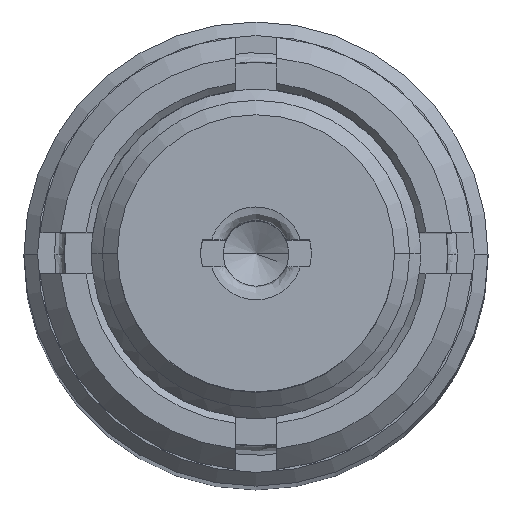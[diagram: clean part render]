
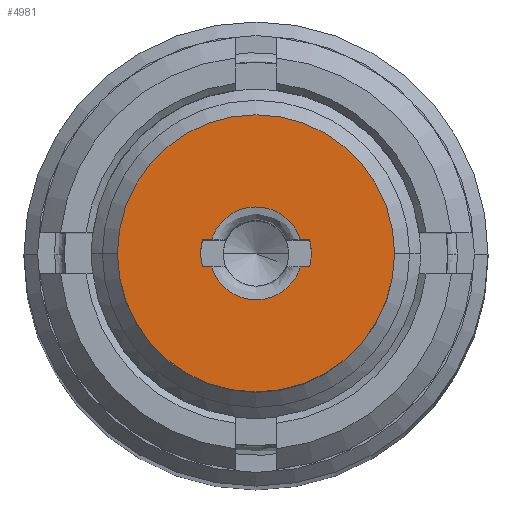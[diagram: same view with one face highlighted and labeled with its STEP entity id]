
A CAD part, top view. The second image highlights one B-rep face of the part: STEP entity #4981.
In plain terms, the highlighted planar face has unit normal (0, 0, 1).
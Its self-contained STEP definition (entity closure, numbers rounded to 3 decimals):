
#44 = CARTESIAN_POINT ( 'NONE',  ( 0., 0., -0.025 ) ) ;
#70 = FACE_BOUND ( 'NONE', #4864, .T. ) ;
#97 = EDGE_CURVE ( 'NONE', #5583, #937, #3163, .T. ) ;
#106 = VERTEX_POINT ( 'NONE', #987 ) ;
#184 = EDGE_CURVE ( 'NONE', #937, #5583, #6197, .T. ) ;
#231 = DIRECTION ( 'NONE',  ( -1., 0., 0. ) ) ;
#322 = CARTESIAN_POINT ( 'NONE',  ( 0., 0., -0.025 ) ) ;
#326 = DIRECTION ( 'NONE',  ( 0., 0., -1. ) ) ;
#340 = DIRECTION ( 'NONE',  ( 1., 0., 0. ) ) ;
#361 = CARTESIAN_POINT ( 'NONE',  ( 0.325, -0.1, -0.025 ) ) ;
#367 = DIRECTION ( 'NONE',  ( 0., 0., -1. ) ) ;
#394 = PLANE ( 'NONE',  #3229 ) ;
#589 = AXIS2_PLACEMENT_3D ( 'NONE', #624, #1210, #1648 ) ;
#624 = CARTESIAN_POINT ( 'NONE',  ( 0., 0., -0.025 ) ) ;
#632 = AXIS2_PLACEMENT_3D ( 'NONE', #44, #754, #1018 ) ;
#659 = CARTESIAN_POINT ( 'NONE',  ( -0.325, 0.1, -0.025 ) ) ;
#677 = CARTESIAN_POINT ( 'NONE',  ( 0., 0.24, -0.025 ) ) ;
#726 = ORIENTED_EDGE ( 'NONE', *, *, #4662, .T. ) ;
#754 = DIRECTION ( 'NONE',  ( 0., 0., -1. ) ) ;
#764 = DIRECTION ( 'NONE',  ( 1., 0., 0. ) ) ;
#770 = VERTEX_POINT ( 'NONE', #4152 ) ;
#784 = CARTESIAN_POINT ( 'NONE',  ( -0.405, 0.1, -0.025 ) ) ;
#887 =( BOUNDED_CURVE ( )  B_SPLINE_CURVE ( 3, ( #5117, #5389, #5346, #5217 ),
 .UNSPECIFIED., .F., .F. ) 
 B_SPLINE_CURVE_WITH_KNOTS ( ( 4, 4 ),
 ( 0., 1. ),
 .UNSPECIFIED. ) 
 CURVE ( )  GEOMETRIC_REPRESENTATION_ITEM ( )  RATIONAL_B_SPLINE_CURVE ( ( 1., 0.529, 0.529, 1. ) ) 
 REPRESENTATION_ITEM ( '' )  );
#892 = LINE ( 'NONE', #3553, #5611 ) ;
#893 = VECTOR ( 'NONE', #3557, 1000. ) ;
#899 = CIRCLE ( 'NONE', #6073, 0.405 ) ;
#937 = VERTEX_POINT ( 'NONE', #4533 ) ;
#987 = CARTESIAN_POINT ( 'NONE',  ( -0.392, 0.1, -0.025 ) ) ;
#1008 = EDGE_CURVE ( 'NONE', #4490, #5722, #887, .T. ) ;
#1018 = DIRECTION ( 'NONE',  ( 1., 0., 0. ) ) ;
#1130 = VERTEX_POINT ( 'NONE', #5727 ) ;
#1210 = DIRECTION ( 'NONE',  ( 0., 0., -1. ) ) ;
#1212 = DIRECTION ( 'NONE',  ( 1., 0., 0. ) ) ;
#1338 = ORIENTED_EDGE ( 'NONE', *, *, #2333, .T. ) ;
#1357 = VERTEX_POINT ( 'NONE', #4051 ) ;
#1386 = DIRECTION ( 'NONE',  ( 1., 0., 0. ) ) ;
#1565 = CARTESIAN_POINT ( 'NONE',  ( 0., -0.1, -0.025 ) ) ;
#1648 = DIRECTION ( 'NONE',  ( 1., 0., 0. ) ) ;
#1849 = DIRECTION ( 'NONE',  ( 1., 0., 0. ) ) ;
#1992 = CARTESIAN_POINT ( 'NONE',  ( 0.325, -0.1, -0.025 ) ) ;
#2093 = DIRECTION ( 'NONE',  ( 0., 0., -1. ) ) ;
#2202 = VERTEX_POINT ( 'NONE', #361 ) ;
#2235 = CARTESIAN_POINT ( 'NONE',  ( 0., 0., -0.025 ) ) ;
#2333 = EDGE_CURVE ( 'NONE', #1130, #1357, #899, .T. ) ;
#2436 = CARTESIAN_POINT ( 'NONE',  ( 0.325, 0.1, -0.025 ) ) ;
#2485 = VECTOR ( 'NONE', #764, 1000. ) ;
#2500 = ORIENTED_EDGE ( 'NONE', *, *, #4431, .T. ) ;
#2587 = CIRCLE ( 'NONE', #589, 0.405 ) ;
#2625 = ORIENTED_EDGE ( 'NONE', *, *, #5533, .T. ) ;
#2785 = EDGE_CURVE ( 'NONE', #4381, #2202, #5325, .T. ) ;
#2802 = ORIENTED_EDGE ( 'NONE', *, *, #2785, .F. ) ;
#2949 = CARTESIAN_POINT ( 'NONE',  ( 1.015, 0., -0.025 ) ) ;
#3094 = VECTOR ( 'NONE', #1386, 1000. ) ;
#3142 = AXIS2_PLACEMENT_3D ( 'NONE', #322, #326, #340 ) ;
#3163 = CIRCLE ( 'NONE', #4220, 1.015 ) ;
#3229 = AXIS2_PLACEMENT_3D ( 'NONE', #677, #367, #231 ) ;
#3232 = DIRECTION ( 'NONE',  ( 0., 0., -1. ) ) ;
#3283 = CARTESIAN_POINT ( 'NONE',  ( 0., 0., -0.025 ) ) ;
#3291 = CARTESIAN_POINT ( 'NONE',  ( -0.405, 0.1, -0.025 ) ) ;
#3530 = LINE ( 'NONE', #784, #2485 ) ;
#3553 = CARTESIAN_POINT ( 'NONE',  ( -0.405, -0.1, -0.025 ) ) ;
#3557 = DIRECTION ( 'NONE',  ( 1., 0., 0. ) ) ;
#3947 = DIRECTION ( 'NONE',  ( -1., 0., 0. ) ) ;
#3965 = EDGE_CURVE ( 'NONE', #2202, #1357, #4055, .T. ) ;
#4051 = CARTESIAN_POINT ( 'NONE',  ( 0.392, -0.1, -0.025 ) ) ;
#4055 = LINE ( 'NONE', #1565, #3094 ) ;
#4142 = LINE ( 'NONE', #3291, #893 ) ;
#4152 = CARTESIAN_POINT ( 'NONE',  ( -0.392, -0.1, -0.025 ) ) ;
#4220 = AXIS2_PLACEMENT_3D ( 'NONE', #2235, #2093, #1849 ) ;
#4351 = VERTEX_POINT ( 'NONE', #5200 ) ;
#4377 = FACE_OUTER_BOUND ( 'NONE', #5513, .T. ) ;
#4381 = VERTEX_POINT ( 'NONE', #5555 ) ;
#4431 = EDGE_CURVE ( 'NONE', #4351, #1130, #5498, .T. ) ;
#4490 = VERTEX_POINT ( 'NONE', #2436 ) ;
#4533 = CARTESIAN_POINT ( 'NONE',  ( -1.015, 0., -0.025 ) ) ;
#4662 = EDGE_CURVE ( 'NONE', #4381, #770, #892, .T. ) ;
#4769 = ORIENTED_EDGE ( 'NONE', *, *, #1008, .F. ) ;
#4846 = ORIENTED_EDGE ( 'NONE', *, *, #5232, .T. ) ;
#4864 = EDGE_LOOP ( 'NONE', ( #2802, #726, #5295, #4846, #4769, #2625, #2500, #1338, #6230 ) ) ;
#4981 = ADVANCED_FACE ( 'NONE', ( #4377, #70 ), #394, .F. ) ;
#5018 = ORIENTED_EDGE ( 'NONE', *, *, #184, .F. ) ;
#5052 = CARTESIAN_POINT ( 'NONE',  ( -0.325, -0.1, -0.025 ) ) ;
#5117 = CARTESIAN_POINT ( 'NONE',  ( 0.325, 0.1, -0.025 ) ) ;
#5158 = ORIENTED_EDGE ( 'NONE', *, *, #97, .F. ) ;
#5200 = CARTESIAN_POINT ( 'NONE',  ( 0.392, 0.1, -0.025 ) ) ;
#5217 = CARTESIAN_POINT ( 'NONE',  ( -0.325, 0.1, -0.025 ) ) ;
#5232 = EDGE_CURVE ( 'NONE', #106, #5722, #3530, .T. ) ;
#5295 = ORIENTED_EDGE ( 'NONE', *, *, #6058, .T. ) ;
#5325 =( BOUNDED_CURVE ( )  B_SPLINE_CURVE ( 3, ( #5052, #5398, #5342, #1992 ),
 .UNSPECIFIED., .F., .F. ) 
 B_SPLINE_CURVE_WITH_KNOTS ( ( 4, 4 ),
 ( 0., 1. ),
 .UNSPECIFIED. ) 
 CURVE ( )  GEOMETRIC_REPRESENTATION_ITEM ( )  RATIONAL_B_SPLINE_CURVE ( ( 1., 0.529, 0.529, 1. ) ) 
 REPRESENTATION_ITEM ( '' )  );
#5342 = CARTESIAN_POINT ( 'NONE',  ( 0.205, -0.491, -0.025 ) ) ;
#5346 = CARTESIAN_POINT ( 'NONE',  ( -0.205, 0.491, -0.025 ) ) ;
#5389 = CARTESIAN_POINT ( 'NONE',  ( 0.205, 0.491, -0.025 ) ) ;
#5398 = CARTESIAN_POINT ( 'NONE',  ( -0.205, -0.491, -0.025 ) ) ;
#5498 = CIRCLE ( 'NONE', #632, 0.405 ) ;
#5513 = EDGE_LOOP ( 'NONE', ( #5158, #5018 ) ) ;
#5533 = EDGE_CURVE ( 'NONE', #4490, #4351, #4142, .T. ) ;
#5555 = CARTESIAN_POINT ( 'NONE',  ( -0.325, -0.1, -0.025 ) ) ;
#5583 = VERTEX_POINT ( 'NONE', #2949 ) ;
#5611 = VECTOR ( 'NONE', #3947, 1000. ) ;
#5722 = VERTEX_POINT ( 'NONE', #659 ) ;
#5727 = CARTESIAN_POINT ( 'NONE',  ( 0.405, 0., -0.025 ) ) ;
#6058 = EDGE_CURVE ( 'NONE', #770, #106, #2587, .T. ) ;
#6073 = AXIS2_PLACEMENT_3D ( 'NONE', #3283, #3232, #1212 ) ;
#6197 = CIRCLE ( 'NONE', #3142, 1.015 ) ;
#6230 = ORIENTED_EDGE ( 'NONE', *, *, #3965, .F. ) ;
